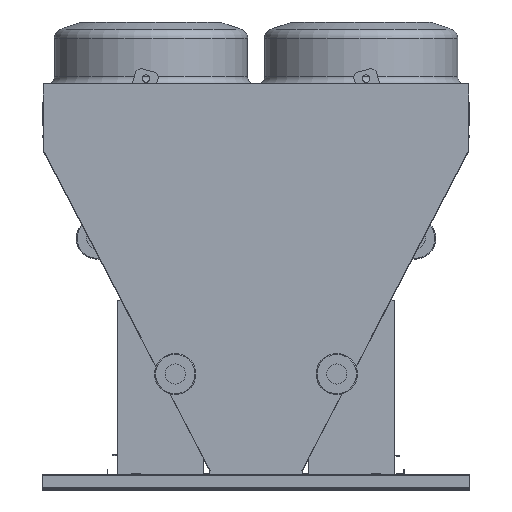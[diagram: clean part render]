
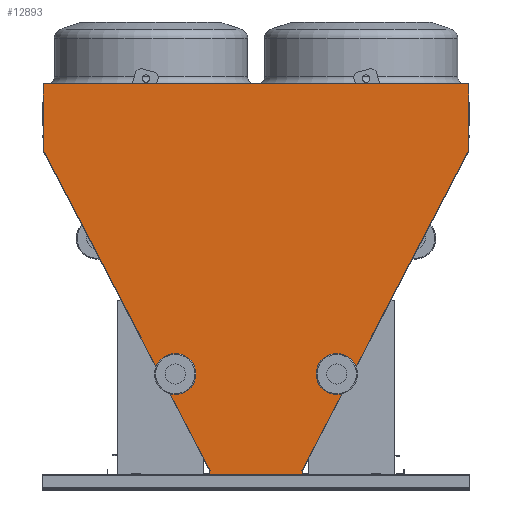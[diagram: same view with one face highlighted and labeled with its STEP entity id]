
A CAD part, top view. The second image highlights one B-rep face of the part: STEP entity #12893.
In plain terms, the highlighted planar face has unit normal (0, 0, 1).
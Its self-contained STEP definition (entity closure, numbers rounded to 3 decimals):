
#39 = CARTESIAN_POINT ( 'NONE',  ( -279.893, 1.482, 0. ) ) ;
#41 = VERTEX_POINT ( 'NONE', #297 ) ;
#73 = ORIENTED_EDGE ( 'NONE', *, *, #14967, .T. ) ;
#190 = CARTESIAN_POINT ( 'NONE',  ( 246.893, 17.358, 0. ) ) ;
#193 = VERTEX_POINT ( 'NONE', #9249 ) ;
#297 = CARTESIAN_POINT ( 'NONE',  ( 246.893, 1.482, 0. ) ) ;
#410 = VERTEX_POINT ( 'NONE', #9800 ) ;
#531 = VECTOR ( 'NONE', #6605, 1000. ) ;
#657 = CARTESIAN_POINT ( 'NONE',  ( 279.893, 0., 0. ) ) ;
#692 = EDGE_LOOP ( 'NONE', ( #7225, #5148, #12933, #3930, #1627, #3487, #9776, #9176, #73, #6439, #2437, #2947, #9504, #8904, #3149, #11406, #2326, #6757 ) ) ;
#818 = VECTOR ( 'NONE', #1647, 1000. ) ;
#1175 = VECTOR ( 'NONE', #2470, 1000. ) ;
#1222 = VECTOR ( 'NONE', #11947, 1000. ) ;
#1235 = VERTEX_POINT ( 'NONE', #10966 ) ;
#1238 = VECTOR ( 'NONE', #6205, 1000. ) ;
#1240 = EDGE_CURVE ( 'NONE', #9301, #1235, #4000, .T. ) ;
#1316 = PLANE ( 'NONE',  #4377 ) ;
#1351 = DIRECTION ( 'NONE',  ( -0.463, 0.886, 0. ) ) ;
#1377 = DIRECTION ( 'NONE',  ( 1., 0., 0. ) ) ;
#1521 = VECTOR ( 'NONE', #1377, 1000. ) ;
#1594 = VERTEX_POINT ( 'NONE', #10487 ) ;
#1627 = ORIENTED_EDGE ( 'NONE', *, *, #14894, .T. ) ;
#1645 = VECTOR ( 'NONE', #1351, 1000. ) ;
#1647 = DIRECTION ( 'NONE',  ( 0., -1., 0. ) ) ;
#2014 = DIRECTION ( 'NONE',  ( -1., 0., 0. ) ) ;
#2058 = VECTOR ( 'NONE', #2638, 1000. ) ;
#2156 = VERTEX_POINT ( 'NONE', #15417 ) ;
#2326 = ORIENTED_EDGE ( 'NONE', *, *, #1240, .T. ) ;
#2387 = CARTESIAN_POINT ( 'NONE',  ( 279.893, 0., 0. ) ) ;
#2437 = ORIENTED_EDGE ( 'NONE', *, *, #11933, .T. ) ;
#2470 = DIRECTION ( 'NONE',  ( -1., 0., 0. ) ) ;
#2513 = VERTEX_POINT ( 'NONE', #4199 ) ;
#2599 = DIRECTION ( 'NONE',  ( -1., 0., 0. ) ) ;
#2638 = DIRECTION ( 'NONE',  ( 0.887, 0.462, 0. ) ) ;
#2708 = LINE ( 'NONE', #6378, #12083 ) ;
#2915 = CARTESIAN_POINT ( 'NONE',  ( -279.893, 0., 0. ) ) ;
#2947 = ORIENTED_EDGE ( 'NONE', *, *, #11107, .T. ) ;
#3149 = ORIENTED_EDGE ( 'NONE', *, *, #8262, .T. ) ;
#3401 = CARTESIAN_POINT ( 'NONE',  ( 1127.607, 1711.053, 0. ) ) ;
#3487 = ORIENTED_EDGE ( 'NONE', *, *, #15115, .T. ) ;
#3525 = VECTOR ( 'NONE', #6195, 1000. ) ;
#3743 = CARTESIAN_POINT ( 'NONE',  ( 1127.607, 1711.053, 0. ) ) ;
#3875 = VERTEX_POINT ( 'NONE', #12801 ) ;
#3876 = EDGE_CURVE ( 'NONE', #13975, #2513, #5733, .T. ) ;
#3930 = ORIENTED_EDGE ( 'NONE', *, *, #6690, .T. ) ;
#4000 = LINE ( 'NONE', #4906, #10099 ) ;
#4199 = CARTESIAN_POINT ( 'NONE',  ( -1127.739, 1711.053, 0. ) ) ;
#4377 = AXIS2_PLACEMENT_3D ( 'NONE', #14710, #9970, #2599 ) ;
#4564 = LINE ( 'NONE', #2915, #818 ) ;
#4614 = LINE ( 'NONE', #8599, #1238 ) ;
#4710 = CARTESIAN_POINT ( 'NONE',  ( 279.893, 1.482, 0. ) ) ;
#4785 = VERTEX_POINT ( 'NONE', #8199 ) ;
#4819 = CARTESIAN_POINT ( 'NONE',  ( 1136.15, 1727.462, 0. ) ) ;
#4906 = CARTESIAN_POINT ( 'NONE',  ( 1136.15, 2083.62, 0. ) ) ;
#5073 = VECTOR ( 'NONE', #14257, 1000. ) ;
#5148 = ORIENTED_EDGE ( 'NONE', *, *, #3876, .T. ) ;
#5698 = EDGE_CURVE ( 'NONE', #7909, #13975, #2708, .T. ) ;
#5733 = LINE ( 'NONE', #8066, #11734 ) ;
#5913 = VERTEX_POINT ( 'NONE', #657 ) ;
#6031 = VECTOR ( 'NONE', #13721, 1000. ) ;
#6148 = DIRECTION ( 'NONE',  ( 0., 1., 0. ) ) ;
#6195 = DIRECTION ( 'NONE',  ( -0.461, -0.887, 0. ) ) ;
#6205 = DIRECTION ( 'NONE',  ( 0., 1., 0. ) ) ;
#6378 = CARTESIAN_POINT ( 'NONE',  ( -1136.282, 1727.462, 0. ) ) ;
#6439 = ORIENTED_EDGE ( 'NONE', *, *, #12742, .T. ) ;
#6605 = DIRECTION ( 'NONE',  ( 0.462, 0.887, 0. ) ) ;
#6690 = EDGE_CURVE ( 'NONE', #11468, #14035, #15562, .T. ) ;
#6702 = LINE ( 'NONE', #8100, #9158 ) ;
#6757 = ORIENTED_EDGE ( 'NONE', *, *, #14407, .T. ) ;
#6886 = VECTOR ( 'NONE', #2014, 1000. ) ;
#6911 = DIRECTION ( 'NONE',  ( 0.462, -0.887, 0. ) ) ;
#7225 = ORIENTED_EDGE ( 'NONE', *, *, #5698, .T. ) ;
#7648 = CARTESIAN_POINT ( 'NONE',  ( 279.893, 0., 0. ) ) ;
#7668 = EDGE_CURVE ( 'NONE', #11176, #9301, #8730, .T. ) ;
#7909 = VERTEX_POINT ( 'NONE', #9124 ) ;
#7954 = LINE ( 'NONE', #3401, #5073 ) ;
#8066 = CARTESIAN_POINT ( 'NONE',  ( -1127.739, 1711.053, 0. ) ) ;
#8100 = CARTESIAN_POINT ( 'NONE',  ( -246.893, 17.358, 0. ) ) ;
#8199 = CARTESIAN_POINT ( 'NONE',  ( 245.39, 20.232, 0. ) ) ;
#8262 = EDGE_CURVE ( 'NONE', #8709, #11176, #7954, .T. ) ;
#8299 = LINE ( 'NONE', #190, #1645 ) ;
#8546 = CARTESIAN_POINT ( 'NONE',  ( 1127.607, 1711.053, 0. ) ) ;
#8599 = CARTESIAN_POINT ( 'NONE',  ( 246.893, 17.358, 0. ) ) ;
#8662 = DIRECTION ( 'NONE',  ( 0., 1., 0. ) ) ;
#8709 = VERTEX_POINT ( 'NONE', #12433 ) ;
#8730 = LINE ( 'NONE', #8546, #12262 ) ;
#8904 = ORIENTED_EDGE ( 'NONE', *, *, #9759, .T. ) ;
#8997 = CARTESIAN_POINT ( 'NONE',  ( -245.403, 20.223, 0. ) ) ;
#9124 = CARTESIAN_POINT ( 'NONE',  ( -1136.282, 2083.62, 0. ) ) ;
#9158 = VECTOR ( 'NONE', #11665, 1000. ) ;
#9176 = ORIENTED_EDGE ( 'NONE', *, *, #13257, .T. ) ;
#9249 = CARTESIAN_POINT ( 'NONE',  ( 279.893, 1.482, 0. ) ) ;
#9301 = VERTEX_POINT ( 'NONE', #4819 ) ;
#9504 = ORIENTED_EDGE ( 'NONE', *, *, #10332, .T. ) ;
#9612 = EDGE_CURVE ( 'NONE', #2513, #11468, #14640, .T. ) ;
#9759 = EDGE_CURVE ( 'NONE', #4785, #8709, #10335, .T. ) ;
#9760 = CARTESIAN_POINT ( 'NONE',  ( -1136.282, 1727.462, 0. ) ) ;
#9776 = ORIENTED_EDGE ( 'NONE', *, *, #14034, .T. ) ;
#9800 = CARTESIAN_POINT ( 'NONE',  ( -246.893, 17.358, 0. ) ) ;
#9853 = CARTESIAN_POINT ( 'NONE',  ( -245.403, 20.223, 0. ) ) ;
#9970 = DIRECTION ( 'NONE',  ( 0., 0., -1. ) ) ;
#10099 = VECTOR ( 'NONE', #8662, 1000. ) ;
#10332 = EDGE_CURVE ( 'NONE', #2156, #4785, #8299, .T. ) ;
#10335 = LINE ( 'NONE', #12572, #531 ) ;
#10487 = CARTESIAN_POINT ( 'NONE',  ( -246.893, 1.482, 0. ) ) ;
#10966 = CARTESIAN_POINT ( 'NONE',  ( 1136.15, 2083.62, 0. ) ) ;
#11107 = EDGE_CURVE ( 'NONE', #41, #2156, #4614, .T. ) ;
#11176 = VERTEX_POINT ( 'NONE', #3743 ) ;
#11301 = LINE ( 'NONE', #7648, #1521 ) ;
#11398 = LINE ( 'NONE', #4710, #1222 ) ;
#11406 = ORIENTED_EDGE ( 'NONE', *, *, #7668, .T. ) ;
#11460 = CARTESIAN_POINT ( 'NONE',  ( -1126.246, 1711.83, 0. ) ) ;
#11468 = VERTEX_POINT ( 'NONE', #11460 ) ;
#11665 = DIRECTION ( 'NONE',  ( 0., -1., 0. ) ) ;
#11734 = VECTOR ( 'NONE', #6911, 1000. ) ;
#11933 = EDGE_CURVE ( 'NONE', #193, #41, #11398, .T. ) ;
#11947 = DIRECTION ( 'NONE',  ( -1., 0., 0. ) ) ;
#12083 = VECTOR ( 'NONE', #12404, 1000. ) ;
#12262 = VECTOR ( 'NONE', #15657, 1000. ) ;
#12404 = DIRECTION ( 'NONE',  ( 0., -1., 0. ) ) ;
#12433 = CARTESIAN_POINT ( 'NONE',  ( 1126.218, 1711.776, 0. ) ) ;
#12572 = CARTESIAN_POINT ( 'NONE',  ( 245.39, 20.232, 0. ) ) ;
#12742 = EDGE_CURVE ( 'NONE', #5913, #193, #14385, .T. ) ;
#12801 = CARTESIAN_POINT ( 'NONE',  ( -279.893, 0., 0. ) ) ;
#12893 = ADVANCED_FACE ( 'NONE', ( #15675 ), #1316, .F. ) ;
#12933 = ORIENTED_EDGE ( 'NONE', *, *, #9612, .T. ) ;
#13072 = VERTEX_POINT ( 'NONE', #14913 ) ;
#13217 = LINE ( 'NONE', #14568, #3525 ) ;
#13247 = LINE ( 'NONE', #14110, #6886 ) ;
#13257 = EDGE_CURVE ( 'NONE', #13072, #3875, #4564, .T. ) ;
#13721 = DIRECTION ( 'NONE',  ( 0.462, -0.887, 0. ) ) ;
#13975 = VERTEX_POINT ( 'NONE', #9760 ) ;
#14034 = EDGE_CURVE ( 'NONE', #1594, #13072, #14558, .T. ) ;
#14035 = VERTEX_POINT ( 'NONE', #9853 ) ;
#14110 = CARTESIAN_POINT ( 'NONE',  ( -1136.282, 2083.62, 0. ) ) ;
#14257 = DIRECTION ( 'NONE',  ( 0.887, -0.462, 0. ) ) ;
#14385 = LINE ( 'NONE', #2387, #14756 ) ;
#14407 = EDGE_CURVE ( 'NONE', #1235, #7909, #13247, .T. ) ;
#14558 = LINE ( 'NONE', #39, #1175 ) ;
#14568 = CARTESIAN_POINT ( 'NONE',  ( -246.893, 17.358, 0. ) ) ;
#14640 = LINE ( 'NONE', #14799, #2058 ) ;
#14710 = CARTESIAN_POINT ( 'NONE',  ( 0., 0., 0. ) ) ;
#14756 = VECTOR ( 'NONE', #6148, 1000. ) ;
#14799 = CARTESIAN_POINT ( 'NONE',  ( -1127.739, 1711.053, 0. ) ) ;
#14894 = EDGE_CURVE ( 'NONE', #14035, #410, #13217, .T. ) ;
#14913 = CARTESIAN_POINT ( 'NONE',  ( -279.893, 1.482, 0. ) ) ;
#14967 = EDGE_CURVE ( 'NONE', #3875, #5913, #11301, .T. ) ;
#15115 = EDGE_CURVE ( 'NONE', #410, #1594, #6702, .T. ) ;
#15417 = CARTESIAN_POINT ( 'NONE',  ( 246.893, 17.358, 0. ) ) ;
#15562 = LINE ( 'NONE', #8997, #6031 ) ;
#15657 = DIRECTION ( 'NONE',  ( 0.462, 0.887, 0. ) ) ;
#15675 = FACE_OUTER_BOUND ( 'NONE', #692, .T. ) ;
